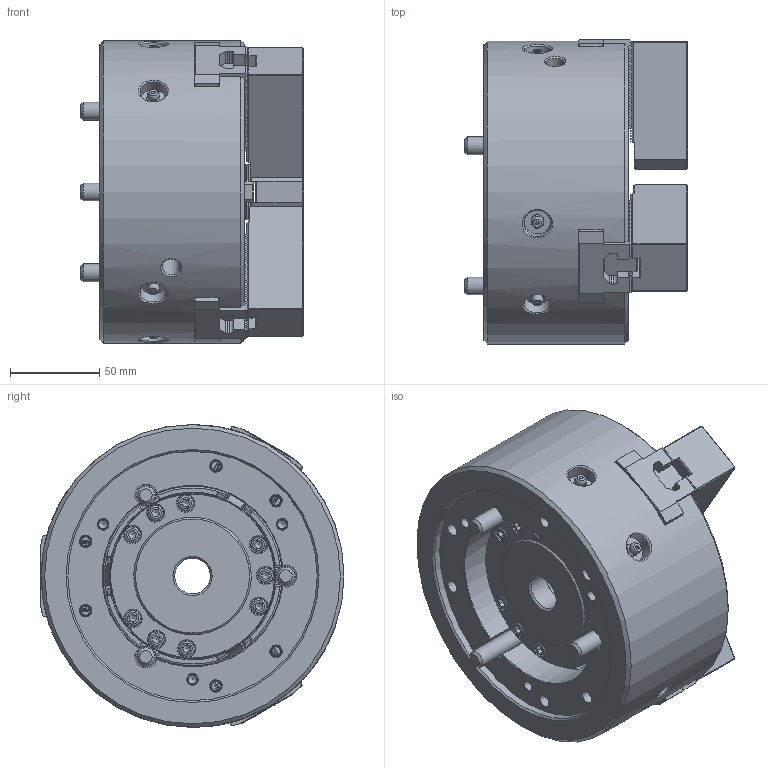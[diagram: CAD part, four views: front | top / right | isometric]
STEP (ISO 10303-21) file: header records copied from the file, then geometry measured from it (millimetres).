
FILE_DESCRIPTION(/* description */ ('Unknown'),/* implementation_level */ '2;1');
FILE_NAME(/* name */ 'BB206',/* time_stamp */ '2016-05-19T16:59:16+01:00',/* author */ ('Unknown'),/* organization */ ('Unknown'),/* preprocessor_version */ 'ST-DEVELOPER v16',/* originating_system */ 'DEX',/* authorisation */ $);
FILE_SCHEMA (('AUTOMOTIVE_DESIGN {1 0 10303 214 3 1 1}'));
Products named in the file (1): BB206
Bounding box: 125.35 x 170.61 x 170 mm (x, y, z)
Volume: 1606775.1 mm3; surface area: 259289.1 mm2
Topology: 1 solids, 24 shells, 3062 faces, 9608 edges, 6102 vertices
Faces by surface type: plane 2334, cylinder 331, cone 270, torus 61, bspline 42, sphere 24
Full cylindrical faces by diameter (mm): 2 x6, 3 x12, 4.134 x3, 4.2 x9, 4.917 x3, 5 x37, 5.5 x12, 6 x22, 7 x6, 8.5 x9, 9.5 x12, 10 x14, 10.6 x2, 11 x6, 12 x3, 15 x6, 16 x3, 17 x9, 20 x1, 53 x1, 55 x2, 60.5 x1, 63.8 x1, 64 x1, 66 x1, 70.5 x1, 71 x1, 92.7 x1, 140 x1, 170 x1
Entity records: 136083 total; most frequent: CARTESIAN_POINT 31919, ORIENTED_EDGE 17884, DIRECTION 16004, EDGE_CURVE 8942, LINE 7066, VECTOR 7066, VERTEX_POINT 5904, AXIS2_PLACEMENT_3D 4469
